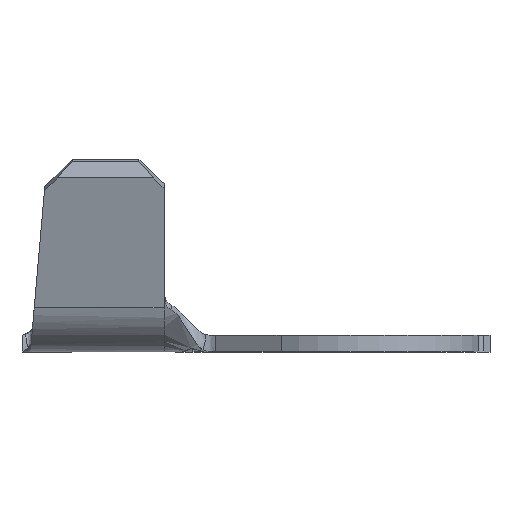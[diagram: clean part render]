
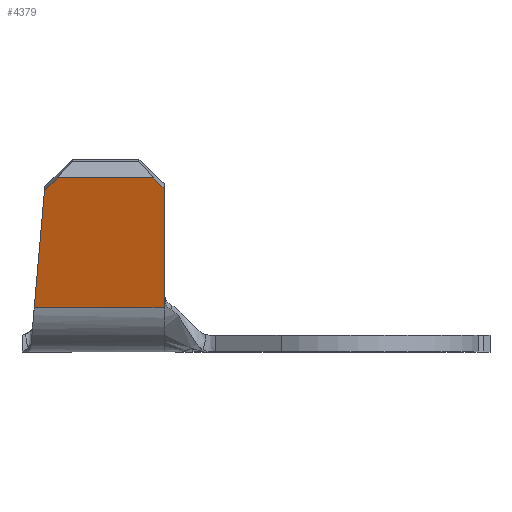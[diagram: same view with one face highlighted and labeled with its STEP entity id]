
A CAD part, top view. The second image highlights one B-rep face of the part: STEP entity #4379.
In plain terms, the highlighted planar face has unit normal (0, -0.257, 0.966).
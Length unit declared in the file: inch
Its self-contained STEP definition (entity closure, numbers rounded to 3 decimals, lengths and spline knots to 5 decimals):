
#30 = LINE ( 'NONE', #2781, #3581 ) ;
#47 = EDGE_CURVE ( 'NONE', #4180, #1765, #3955, .T. ) ;
#55 = CARTESIAN_POINT ( 'NONE',  ( -0.23, 0.06371, 0.07153 ) ) ;
#64 = AXIS2_PLACEMENT_3D ( 'NONE', #1373, #1031, #3471 ) ;
#127 = FACE_OUTER_BOUND ( 'NONE', #455, .T. ) ;
#130 = EDGE_CURVE ( 'NONE', #4256, #1765, #4447, .T. ) ;
#192 = CARTESIAN_POINT ( 'NONE',  ( -0.23, 0.19586, 0.10674 ) ) ;
#251 = DIRECTION ( 'NONE',  ( 1., 0., 0. ) ) ;
#403 = CARTESIAN_POINT ( 'NONE',  ( -0.23, 0.05272, 0.06861 ) ) ;
#445 = VECTOR ( 'NONE', #4155, 39.37008 ) ;
#455 = EDGE_LOOP ( 'NONE', ( #2402, #1533, #699, #1587, #4175, #2480, #633 ) ) ;
#472 = EDGE_CURVE ( 'NONE', #4068, #4053, #1526, .T. ) ;
#633 = ORIENTED_EDGE ( 'NONE', *, *, #880, .F. ) ;
#699 = ORIENTED_EDGE ( 'NONE', *, *, #47, .F. ) ;
#758 = CARTESIAN_POINT ( 'NONE',  ( -0.23, 0.05272, 0.06861 ) ) ;
#880 = EDGE_CURVE ( 'NONE', #3746, #3687, #30, .T. ) ;
#947 = EDGE_CURVE ( 'NONE', #4180, #4053, #1407, .T. ) ;
#965 = VECTOR ( 'NONE', #2504, 39.37008 ) ;
#991 = CARTESIAN_POINT ( 'NONE',  ( -0.39, 0.20812, 0.11 ) ) ;
#1031 = DIRECTION ( 'NONE',  ( 0., -0.257, 0.966 ) ) ;
#1056 = CARTESIAN_POINT ( 'NONE',  ( -0.24268, 0.20812, 0.11 ) ) ;
#1079 = DIRECTION ( 'NONE',  ( 0., -0.966, -0.257 ) ) ;
#1373 = CARTESIAN_POINT ( 'NONE',  ( -0.39, 0.05272, 0.06861 ) ) ;
#1407 = LINE ( 'NONE', #4252, #3256 ) ;
#1487 = CARTESIAN_POINT ( 'NONE',  ( -0.38542, 0.05235, 0.06851 ) ) ;
#1511 = CARTESIAN_POINT ( 'NONE',  ( -0.23594, 0.2016, 0.10826 ) ) ;
#1526 = LINE ( 'NONE', #1487, #4281 ) ;
#1533 = ORIENTED_EDGE ( 'NONE', *, *, #130, .T. ) ;
#1587 = ORIENTED_EDGE ( 'NONE', *, *, #947, .T. ) ;
#1765 = VERTEX_POINT ( 'NONE', #1056 ) ;
#1778 = LINE ( 'NONE', #3478, #4421 ) ;
#2189 = DIRECTION ( 'NONE',  ( -0.707, -0.683, -0.182 ) ) ;
#2402 = ORIENTED_EDGE ( 'NONE', *, *, #2433, .F. ) ;
#2429 = PLANE ( 'NONE',  #64 ) ;
#2433 = EDGE_CURVE ( 'NONE', #4256, #3746, #2541, .T. ) ;
#2480 = ORIENTED_EDGE ( 'NONE', *, *, #2683, .T. ) ;
#2504 = DIRECTION ( 'NONE',  ( -0.707, 0.683, 0.182 ) ) ;
#2541 = LINE ( 'NONE', #403, #4367 ) ;
#2683 = EDGE_CURVE ( 'NONE', #4068, #3687, #1778, .T. ) ;
#2781 = CARTESIAN_POINT ( 'NONE',  ( -0.23, 0.05272, 0.06861 ) ) ;
#2896 = DIRECTION ( 'NONE',  ( 0., -0.966, -0.257 ) ) ;
#3007 = CARTESIAN_POINT ( 'NONE',  ( -0.35765, 0.20812, 0.11 ) ) ;
#3093 = CARTESIAN_POINT ( 'NONE',  ( -0.3731, 0.19319, 0.10602 ) ) ;
#3256 = VECTOR ( 'NONE', #2189, 39.37008 ) ;
#3471 = DIRECTION ( 'NONE',  ( 0., -0.966, -0.257 ) ) ;
#3478 = CARTESIAN_POINT ( 'NONE',  ( -0.39, 0.05272, 0.06861 ) ) ;
#3581 = VECTOR ( 'NONE', #1079, 39.37008 ) ;
#3687 = VERTEX_POINT ( 'NONE', #758 ) ;
#3746 = VERTEX_POINT ( 'NONE', #55 ) ;
#3935 = DIRECTION ( 'NONE',  ( 0.084, 0.963, 0.256 ) ) ;
#3955 = LINE ( 'NONE', #991, #445 ) ;
#4053 = VERTEX_POINT ( 'NONE', #3093 ) ;
#4068 = VERTEX_POINT ( 'NONE', #4499 ) ;
#4155 = DIRECTION ( 'NONE',  ( 1., 0., 0. ) ) ;
#4175 = ORIENTED_EDGE ( 'NONE', *, *, #472, .F. ) ;
#4180 = VERTEX_POINT ( 'NONE', #3007 ) ;
#4252 = CARTESIAN_POINT ( 'NONE',  ( -0.45423, 0.11481, 0.08515 ) ) ;
#4256 = VERTEX_POINT ( 'NONE', #192 ) ;
#4281 = VECTOR ( 'NONE', #3935, 39.37008 ) ;
#4367 = VECTOR ( 'NONE', #2896, 39.37008 ) ;
#4379 = ADVANCED_FACE ( 'NONE', ( #127 ), #2429, .T. ) ;
#4421 = VECTOR ( 'NONE', #251, 39.37008 ) ;
#4447 = LINE ( 'NONE', #1511, #965 ) ;
#4499 = CARTESIAN_POINT ( 'NONE',  ( -0.38539, 0.05272, 0.06861 ) ) ;
